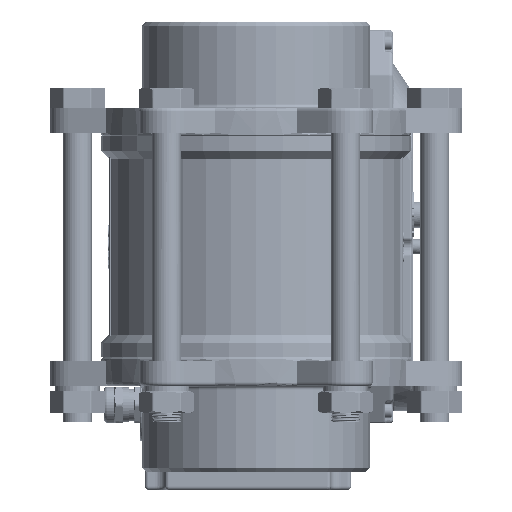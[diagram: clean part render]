
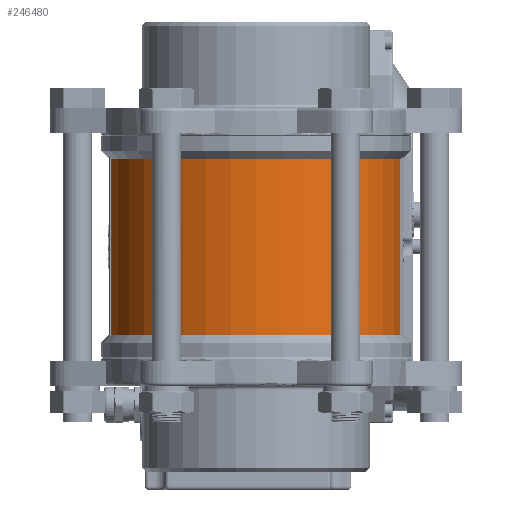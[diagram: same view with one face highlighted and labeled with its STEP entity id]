
A CAD part, front view. The second image highlights one B-rep face of the part: STEP entity #246480.
In plain terms, the highlighted cylindrical face has radius 81.9 mm (diameter 163.8 mm), a partial arc.
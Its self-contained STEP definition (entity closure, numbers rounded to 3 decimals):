
#1778 = VERTEX_POINT ( 'NONE', #123336 ) ;
#6810 = FACE_OUTER_BOUND ( 'NONE', #87970, .T. ) ;
#7025 = AXIS2_PLACEMENT_3D ( 'NONE', #218383, #98325, #238471 ) ;
#7677 = CIRCLE ( 'NONE', #190331, 81.9 ) ;
#13735 = VERTEX_POINT ( 'NONE', #145089 ) ;
#25699 = CARTESIAN_POINT ( 'NONE',  ( -80.622, -14.412, -49. ) ) ;
#26421 = VERTEX_POINT ( 'NONE', #160624 ) ;
#60698 = VECTOR ( 'NONE', #120178, 1000. ) ;
#67750 = LINE ( 'NONE', #226434, #114808 ) ;
#76915 = DIRECTION ( 'NONE',  ( 0., 0., -1. ) ) ;
#85181 = AXIS2_PLACEMENT_3D ( 'NONE', #106680, #166314, #246815 ) ;
#85827 = EDGE_CURVE ( 'NONE', #13735, #26421, #7677, .T. ) ;
#87970 = EDGE_LOOP ( 'NONE', ( #202752, #226412, #118078, #104340 ) ) ;
#98325 = DIRECTION ( 'NONE',  ( 0., 0., 1. ) ) ;
#104340 = ORIENTED_EDGE ( 'NONE', *, *, #85827, .T. ) ;
#106680 = CARTESIAN_POINT ( 'NONE',  ( 0., 0., -61.6 ) ) ;
#114808 = VECTOR ( 'NONE', #206305, 1000. ) ;
#118078 = ORIENTED_EDGE ( 'NONE', *, *, #254291, .T. ) ;
#120178 = DIRECTION ( 'NONE',  ( 0., 0., 1. ) ) ;
#123336 = CARTESIAN_POINT ( 'NONE',  ( 80.622, -14.412, -49. ) ) ;
#145089 = CARTESIAN_POINT ( 'NONE',  ( 80.622, -14.412, 49. ) ) ;
#149177 = EDGE_CURVE ( 'NONE', #197254, #26421, #67750, .T. ) ;
#160624 = CARTESIAN_POINT ( 'NONE',  ( -80.622, -14.412, 49. ) ) ;
#166314 = DIRECTION ( 'NONE',  ( 0., 0., 1. ) ) ;
#167379 = LINE ( 'NONE', #220899, #60698 ) ;
#190331 = AXIS2_PLACEMENT_3D ( 'NONE', #197061, #76915, #217161 ) ;
#194861 = CYLINDRICAL_SURFACE ( 'NONE', #85181, 81.9 ) ;
#197061 = CARTESIAN_POINT ( 'NONE',  ( 0., 0., 49. ) ) ;
#197254 = VERTEX_POINT ( 'NONE', #25699 ) ;
#202752 = ORIENTED_EDGE ( 'NONE', *, *, #149177, .F. ) ;
#206305 = DIRECTION ( 'NONE',  ( 0., 0., 1. ) ) ;
#212270 = CIRCLE ( 'NONE', #7025, 81.9 ) ;
#217161 = DIRECTION ( 'NONE',  ( 1., 0., 0. ) ) ;
#218383 = CARTESIAN_POINT ( 'NONE',  ( 0., 0., -49. ) ) ;
#220899 = CARTESIAN_POINT ( 'NONE',  ( 80.622, -14.412, -61.6 ) ) ;
#226412 = ORIENTED_EDGE ( 'NONE', *, *, #249289, .T. ) ;
#226434 = CARTESIAN_POINT ( 'NONE',  ( -80.622, -14.412, -61.6 ) ) ;
#238471 = DIRECTION ( 'NONE',  ( -1., 0., 0. ) ) ;
#246480 = ADVANCED_FACE ( 'NONE', ( #6810 ), #194861, .T. ) ;
#246815 = DIRECTION ( 'NONE',  ( 1., 0., 0. ) ) ;
#249289 = EDGE_CURVE ( 'NONE', #197254, #1778, #212270, .T. ) ;
#254291 = EDGE_CURVE ( 'NONE', #1778, #13735, #167379, .T. ) ;
